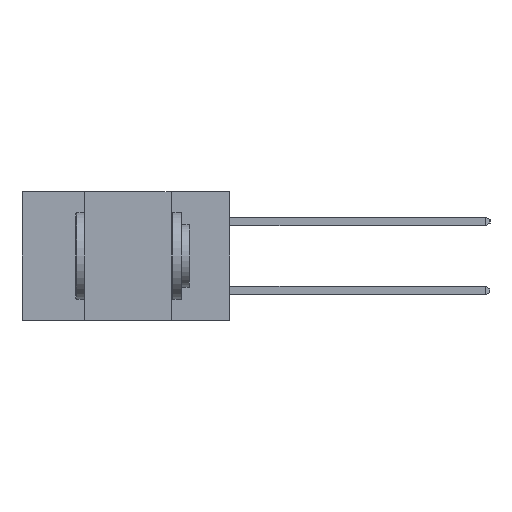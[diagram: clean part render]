
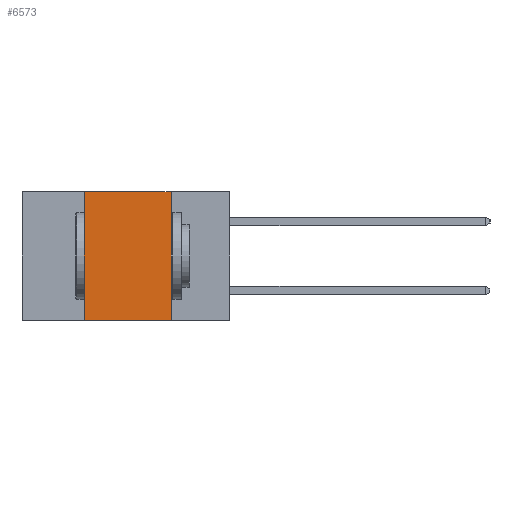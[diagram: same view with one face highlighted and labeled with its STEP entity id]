
A CAD part, left-side view. The second image highlights one B-rep face of the part: STEP entity #6573.
In plain terms, the highlighted planar face has unit normal (-1, 0, 0).
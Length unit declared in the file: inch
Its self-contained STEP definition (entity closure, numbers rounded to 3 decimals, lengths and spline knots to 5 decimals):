
#1368 = CARTESIAN_POINT ( 'NONE',  ( 0., 0.6, 0. ) ) ;
#1849 = CARTESIAN_POINT ( 'NONE',  ( 0., 0.17, 0. ) ) ;
#1963 = EDGE_CURVE ( 'NONE', #2199, #7496, #10852, .T. ) ;
#1975 = VECTOR ( 'NONE', #14488, 39.37008 ) ;
#2199 = VERTEX_POINT ( 'NONE', #9156 ) ;
#3423 = VECTOR ( 'NONE', #9537, 39.37008 ) ;
#3975 = VECTOR ( 'NONE', #13322, 39.37008 ) ;
#4086 = CARTESIAN_POINT ( 'NONE',  ( 0., 0.17, 0. ) ) ;
#4442 = VERTEX_POINT ( 'NONE', #1849 ) ;
#5116 = DIRECTION ( 'NONE',  ( 0., 0., -1. ) ) ;
#6345 = ORIENTED_EDGE ( 'NONE', *, *, #1963, .T. ) ;
#6505 = CARTESIAN_POINT ( 'NONE',  ( 0., 0.17, -0.37 ) ) ;
#6573 = ADVANCED_FACE ( 'NONE', ( #8759 ), #12084, .F. ) ;
#6913 = AXIS2_PLACEMENT_3D ( 'NONE', #10850, #12134, #5116 ) ;
#7283 = VECTOR ( 'NONE', #13394, 39.37008 ) ;
#7302 = EDGE_LOOP ( 'NONE', ( #11497, #10123, #8197, #6345 ) ) ;
#7408 = EDGE_CURVE ( 'NONE', #4442, #7496, #13474, .T. ) ;
#7496 = VERTEX_POINT ( 'NONE', #6505 ) ;
#8197 = ORIENTED_EDGE ( 'NONE', *, *, #8700, .F. ) ;
#8700 = EDGE_CURVE ( 'NONE', #2199, #12421, #10500, .T. ) ;
#8759 = FACE_OUTER_BOUND ( 'NONE', #7302, .T. ) ;
#9156 = CARTESIAN_POINT ( 'NONE',  ( 0., 0.42, -0.37 ) ) ;
#9318 = CARTESIAN_POINT ( 'NONE',  ( 0., 0.42, 0. ) ) ;
#9432 = EDGE_CURVE ( 'NONE', #12421, #4442, #12356, .T. ) ;
#9537 = DIRECTION ( 'NONE',  ( 0., -1., 0. ) ) ;
#9856 = CARTESIAN_POINT ( 'NONE',  ( 0., 0.42, 0. ) ) ;
#10123 = ORIENTED_EDGE ( 'NONE', *, *, #9432, .F. ) ;
#10500 = LINE ( 'NONE', #9856, #3975 ) ;
#10850 = CARTESIAN_POINT ( 'NONE',  ( 0., 0.6, 0. ) ) ;
#10852 = LINE ( 'NONE', #14478, #1975 ) ;
#11497 = ORIENTED_EDGE ( 'NONE', *, *, #7408, .F. ) ;
#12084 = PLANE ( 'NONE',  #6913 ) ;
#12134 = DIRECTION ( 'NONE',  ( 1., 0., 0. ) ) ;
#12356 = LINE ( 'NONE', #1368, #3423 ) ;
#12421 = VERTEX_POINT ( 'NONE', #9318 ) ;
#13322 = DIRECTION ( 'NONE',  ( 0., 0., 1. ) ) ;
#13394 = DIRECTION ( 'NONE',  ( 0., 0., -1. ) ) ;
#13474 = LINE ( 'NONE', #4086, #7283 ) ;
#14478 = CARTESIAN_POINT ( 'NONE',  ( 0., 0.6, -0.37 ) ) ;
#14488 = DIRECTION ( 'NONE',  ( 0., -1., 0. ) ) ;
